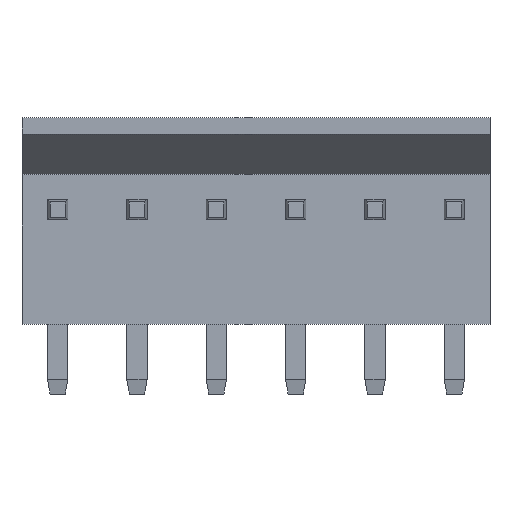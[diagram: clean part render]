
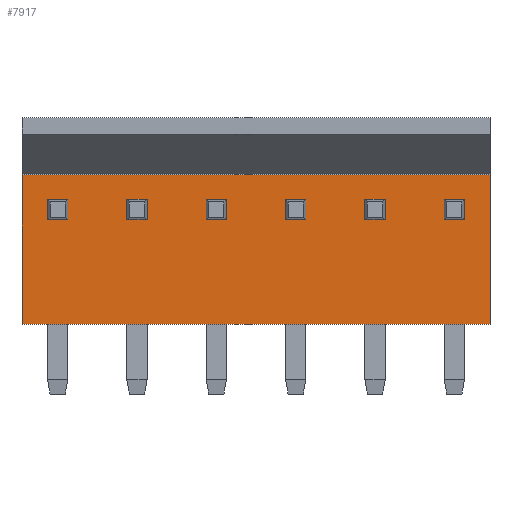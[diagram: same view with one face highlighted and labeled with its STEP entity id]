
A CAD part, front view. The second image highlights one B-rep face of the part: STEP entity #7917.
In plain terms, the highlighted planar face has unit normal (0, -1, 0).
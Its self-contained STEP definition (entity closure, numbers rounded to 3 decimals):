
#602=ORIENTED_EDGE('',*,*,#2178,.T.);
#603=ORIENTED_EDGE('',*,*,#2179,.T.);
#604=ORIENTED_EDGE('',*,*,#2180,.T.);
#605=ORIENTED_EDGE('',*,*,#2181,.T.);
#606=ORIENTED_EDGE('',*,*,#2182,.T.);
#607=ORIENTED_EDGE('',*,*,#2183,.T.);
#608=ORIENTED_EDGE('',*,*,#2184,.T.);
#609=ORIENTED_EDGE('',*,*,#2185,.T.);
#610=ORIENTED_EDGE('',*,*,#2186,.T.);
#611=ORIENTED_EDGE('',*,*,#2187,.T.);
#612=ORIENTED_EDGE('',*,*,#2188,.T.);
#613=ORIENTED_EDGE('',*,*,#2189,.T.);
#614=ORIENTED_EDGE('',*,*,#2190,.T.);
#615=ORIENTED_EDGE('',*,*,#2191,.T.);
#616=ORIENTED_EDGE('',*,*,#2192,.T.);
#617=ORIENTED_EDGE('',*,*,#2193,.T.);
#618=ORIENTED_EDGE('',*,*,#2194,.T.);
#619=ORIENTED_EDGE('',*,*,#2195,.T.);
#620=ORIENTED_EDGE('',*,*,#2196,.T.);
#621=ORIENTED_EDGE('',*,*,#2197,.T.);
#622=ORIENTED_EDGE('',*,*,#2198,.T.);
#623=ORIENTED_EDGE('',*,*,#2199,.T.);
#624=ORIENTED_EDGE('',*,*,#2200,.T.);
#625=ORIENTED_EDGE('',*,*,#2201,.T.);
#626=ORIENTED_EDGE('',*,*,#2202,.T.);
#627=ORIENTED_EDGE('',*,*,#2203,.T.);
#628=ORIENTED_EDGE('',*,*,#2204,.F.);
#629=ORIENTED_EDGE('',*,*,#2205,.F.);
#2178=EDGE_CURVE('',#2976,#2977,#3528,.T.);
#2179=EDGE_CURVE('',#2977,#2978,#3529,.T.);
#2180=EDGE_CURVE('',#2978,#2979,#3530,.T.);
#2181=EDGE_CURVE('',#2979,#2976,#3531,.T.);
#2182=EDGE_CURVE('',#2980,#2981,#3532,.T.);
#2183=EDGE_CURVE('',#2981,#2982,#3533,.T.);
#2184=EDGE_CURVE('',#2982,#2983,#3534,.T.);
#2185=EDGE_CURVE('',#2983,#2980,#3535,.T.);
#2186=EDGE_CURVE('',#2984,#2985,#3536,.T.);
#2187=EDGE_CURVE('',#2985,#2986,#3537,.T.);
#2188=EDGE_CURVE('',#2986,#2987,#3538,.T.);
#2189=EDGE_CURVE('',#2987,#2984,#3539,.T.);
#2190=EDGE_CURVE('',#2988,#2989,#3540,.T.);
#2191=EDGE_CURVE('',#2989,#2990,#3541,.T.);
#2192=EDGE_CURVE('',#2990,#2991,#3542,.T.);
#2193=EDGE_CURVE('',#2991,#2988,#3543,.T.);
#2194=EDGE_CURVE('',#2992,#2993,#3544,.T.);
#2195=EDGE_CURVE('',#2993,#2994,#3545,.T.);
#2196=EDGE_CURVE('',#2994,#2995,#3546,.T.);
#2197=EDGE_CURVE('',#2995,#2992,#3547,.T.);
#2198=EDGE_CURVE('',#2996,#2997,#3548,.T.);
#2199=EDGE_CURVE('',#2997,#2998,#3549,.T.);
#2200=EDGE_CURVE('',#2998,#2999,#3550,.T.);
#2201=EDGE_CURVE('',#2999,#2996,#3551,.T.);
#2202=EDGE_CURVE('',#3000,#3001,#3552,.T.);
#2203=EDGE_CURVE('',#3001,#3002,#3553,.T.);
#2204=EDGE_CURVE('',#3003,#3002,#3554,.T.);
#2205=EDGE_CURVE('',#3000,#3003,#3555,.T.);
#2976=VERTEX_POINT('',#9915);
#2977=VERTEX_POINT('',#9916);
#2978=VERTEX_POINT('',#9918);
#2979=VERTEX_POINT('',#9920);
#2980=VERTEX_POINT('',#9923);
#2981=VERTEX_POINT('',#9924);
#2982=VERTEX_POINT('',#9926);
#2983=VERTEX_POINT('',#9928);
#2984=VERTEX_POINT('',#9931);
#2985=VERTEX_POINT('',#9932);
#2986=VERTEX_POINT('',#9934);
#2987=VERTEX_POINT('',#9936);
#2988=VERTEX_POINT('',#9939);
#2989=VERTEX_POINT('',#9940);
#2990=VERTEX_POINT('',#9942);
#2991=VERTEX_POINT('',#9944);
#2992=VERTEX_POINT('',#9947);
#2993=VERTEX_POINT('',#9948);
#2994=VERTEX_POINT('',#9950);
#2995=VERTEX_POINT('',#9952);
#2996=VERTEX_POINT('',#9955);
#2997=VERTEX_POINT('',#9956);
#2998=VERTEX_POINT('',#9958);
#2999=VERTEX_POINT('',#9960);
#3000=VERTEX_POINT('',#9963);
#3001=VERTEX_POINT('',#9964);
#3002=VERTEX_POINT('',#9966);
#3003=VERTEX_POINT('',#9968);
#3528=LINE('',#9914,#4004);
#3529=LINE('',#9917,#4005);
#3530=LINE('',#9919,#4006);
#3531=LINE('',#9921,#4007);
#3532=LINE('',#9922,#4008);
#3533=LINE('',#9925,#4009);
#3534=LINE('',#9927,#4010);
#3535=LINE('',#9929,#4011);
#3536=LINE('',#9930,#4012);
#3537=LINE('',#9933,#4013);
#3538=LINE('',#9935,#4014);
#3539=LINE('',#9937,#4015);
#3540=LINE('',#9938,#4016);
#3541=LINE('',#9941,#4017);
#3542=LINE('',#9943,#4018);
#3543=LINE('',#9945,#4019);
#3544=LINE('',#9946,#4020);
#3545=LINE('',#9949,#4021);
#3546=LINE('',#9951,#4022);
#3547=LINE('',#9953,#4023);
#3548=LINE('',#9954,#4024);
#3549=LINE('',#9957,#4025);
#3550=LINE('',#9959,#4026);
#3551=LINE('',#9961,#4027);
#3552=LINE('',#9962,#4028);
#3553=LINE('',#9965,#4029);
#3554=LINE('',#9967,#4030);
#3555=LINE('',#9969,#4031);
#4004=VECTOR('',#8740,1000.);
#4005=VECTOR('',#8741,1000.);
#4006=VECTOR('',#8742,1000.);
#4007=VECTOR('',#8743,1000.);
#4008=VECTOR('',#8744,1000.);
#4009=VECTOR('',#8745,1000.);
#4010=VECTOR('',#8746,1000.);
#4011=VECTOR('',#8747,1000.);
#4012=VECTOR('',#8748,1000.);
#4013=VECTOR('',#8749,1000.);
#4014=VECTOR('',#8750,1000.);
#4015=VECTOR('',#8751,1000.);
#4016=VECTOR('',#8752,1000.);
#4017=VECTOR('',#8753,1000.);
#4018=VECTOR('',#8754,1000.);
#4019=VECTOR('',#8755,1000.);
#4020=VECTOR('',#8756,1000.);
#4021=VECTOR('',#8757,1000.);
#4022=VECTOR('',#8758,1000.);
#4023=VECTOR('',#8759,1000.);
#4024=VECTOR('',#8760,1000.);
#4025=VECTOR('',#8761,1000.);
#4026=VECTOR('',#8762,1000.);
#4027=VECTOR('',#8763,1000.);
#4028=VECTOR('',#8764,1000.);
#4029=VECTOR('',#8765,1000.);
#4030=VECTOR('',#8766,1000.);
#4031=VECTOR('',#8767,1000.);
#4426=EDGE_LOOP('',(#602,#603,#604,#605));
#4427=EDGE_LOOP('',(#606,#607,#608,#609));
#4428=EDGE_LOOP('',(#610,#611,#612,#613));
#4429=EDGE_LOOP('',(#614,#615,#616,#617));
#4430=EDGE_LOOP('',(#618,#619,#620,#621));
#4431=EDGE_LOOP('',(#622,#623,#624,#625));
#4432=EDGE_LOOP('',(#626,#627,#628,#629));
#4810=FACE_BOUND('',#4426,.T.);
#4811=FACE_BOUND('',#4427,.T.);
#4812=FACE_BOUND('',#4428,.T.);
#4813=FACE_BOUND('',#4429,.T.);
#4814=FACE_BOUND('',#4430,.T.);
#4815=FACE_BOUND('',#4431,.T.);
#4816=FACE_BOUND('',#4432,.T.);
#5182=PLANE('',#8292);
#7917=ADVANCED_FACE('',(#4810,#4811,#4812,#4813,#4814,#4815,#4816),#5182,
 .T.);
#8292=AXIS2_PLACEMENT_3D('',#9913,#8738,#8739);
#8738=DIRECTION('',(0.,-1.,0.));
#8739=DIRECTION('',(1.,0.,0.));
#8740=DIRECTION('',(0.,0.,-1.));
#8741=DIRECTION('',(-1.,0.,0.));
#8742=DIRECTION('',(0.,0.,1.));
#8743=DIRECTION('',(1.,0.,0.));
#8744=DIRECTION('',(0.,0.,-1.));
#8745=DIRECTION('',(-1.,0.,0.));
#8746=DIRECTION('',(0.,0.,1.));
#8747=DIRECTION('',(1.,0.,0.));
#8748=DIRECTION('',(0.,0.,-1.));
#8749=DIRECTION('',(-1.,0.,0.));
#8750=DIRECTION('',(0.,0.,1.));
#8751=DIRECTION('',(1.,0.,0.));
#8752=DIRECTION('',(0.,0.,-1.));
#8753=DIRECTION('',(-1.,0.,0.));
#8754=DIRECTION('',(0.,0.,1.));
#8755=DIRECTION('',(1.,0.,0.));
#8756=DIRECTION('',(0.,0.,-1.));
#8757=DIRECTION('',(-1.,0.,0.));
#8758=DIRECTION('',(0.,0.,1.));
#8759=DIRECTION('',(1.,0.,0.));
#8760=DIRECTION('',(-1.,0.,0.));
#8761=DIRECTION('',(0.,0.,1.));
#8762=DIRECTION('',(1.,0.,0.));
#8763=DIRECTION('',(0.,0.,-1.));
#8764=DIRECTION('',(0.,0.,1.));
#8765=DIRECTION('',(-1.,0.,0.));
#8766=DIRECTION('',(0.,0.,1.));
#8767=DIRECTION('',(-1.,0.,0.));
#9913=CARTESIAN_POINT('',(11.678,-8.915,0.));
#9914=CARTESIAN_POINT('',(10.408,-8.915,6.223));
#9915=CARTESIAN_POINT('',(10.408,-8.915,6.223));
#9916=CARTESIAN_POINT('',(10.408,-8.915,5.207));
#9917=CARTESIAN_POINT('',(10.408,-8.915,5.207));
#9918=CARTESIAN_POINT('',(9.392,-8.915,5.207));
#9919=CARTESIAN_POINT('',(9.392,-8.915,5.207));
#9920=CARTESIAN_POINT('',(9.392,-8.915,6.223));
#9921=CARTESIAN_POINT('',(9.392,-8.915,6.223));
#9922=CARTESIAN_POINT('',(6.448,-8.915,6.223));
#9923=CARTESIAN_POINT('',(6.448,-8.915,6.223));
#9924=CARTESIAN_POINT('',(6.448,-8.915,5.207));
#9925=CARTESIAN_POINT('',(6.448,-8.915,5.207));
#9926=CARTESIAN_POINT('',(5.432,-8.915,5.207));
#9927=CARTESIAN_POINT('',(5.432,-8.915,5.207));
#9928=CARTESIAN_POINT('',(5.432,-8.915,6.223));
#9929=CARTESIAN_POINT('',(5.432,-8.915,6.223));
#9930=CARTESIAN_POINT('',(2.488,-8.915,6.223));
#9931=CARTESIAN_POINT('',(2.488,-8.915,6.223));
#9932=CARTESIAN_POINT('',(2.488,-8.915,5.207));
#9933=CARTESIAN_POINT('',(2.488,-8.915,5.207));
#9934=CARTESIAN_POINT('',(1.472,-8.915,5.207));
#9935=CARTESIAN_POINT('',(1.472,-8.915,5.207));
#9936=CARTESIAN_POINT('',(1.472,-8.915,6.223));
#9937=CARTESIAN_POINT('',(1.472,-8.915,6.223));
#9938=CARTESIAN_POINT('',(-1.472,-8.915,6.223));
#9939=CARTESIAN_POINT('',(-1.472,-8.915,6.223));
#9940=CARTESIAN_POINT('',(-1.472,-8.915,5.207));
#9941=CARTESIAN_POINT('',(-1.472,-8.915,5.207));
#9942=CARTESIAN_POINT('',(-2.488,-8.915,5.207));
#9943=CARTESIAN_POINT('',(-2.488,-8.915,5.207));
#9944=CARTESIAN_POINT('',(-2.488,-8.915,6.223));
#9945=CARTESIAN_POINT('',(-2.488,-8.915,6.223));
#9946=CARTESIAN_POINT('',(-5.432,-8.915,6.223));
#9947=CARTESIAN_POINT('',(-5.432,-8.915,6.223));
#9948=CARTESIAN_POINT('',(-5.432,-8.915,5.207));
#9949=CARTESIAN_POINT('',(-5.432,-8.915,5.207));
#9950=CARTESIAN_POINT('',(-6.448,-8.915,5.207));
#9951=CARTESIAN_POINT('',(-6.448,-8.915,5.207));
#9952=CARTESIAN_POINT('',(-6.448,-8.915,6.223));
#9953=CARTESIAN_POINT('',(-6.448,-8.915,6.223));
#9954=CARTESIAN_POINT('',(-9.392,-8.915,5.207));
#9955=CARTESIAN_POINT('',(-9.392,-8.915,5.207));
#9956=CARTESIAN_POINT('',(-10.408,-8.915,5.207));
#9957=CARTESIAN_POINT('',(-10.408,-8.915,5.207));
#9958=CARTESIAN_POINT('',(-10.408,-8.915,6.223));
#9959=CARTESIAN_POINT('',(-10.408,-8.915,6.223));
#9960=CARTESIAN_POINT('',(-9.392,-8.915,6.223));
#9961=CARTESIAN_POINT('',(-9.392,-8.915,6.223));
#9962=CARTESIAN_POINT('',(11.678,-8.915,0.));
#9963=CARTESIAN_POINT('',(11.678,-8.915,0.));
#9964=CARTESIAN_POINT('',(11.678,-8.915,7.44));
#9965=CARTESIAN_POINT('',(11.678,-8.915,7.44));
#9966=CARTESIAN_POINT('',(-11.678,-8.915,7.44));
#9967=CARTESIAN_POINT('',(-11.678,-8.915,0.));
#9968=CARTESIAN_POINT('',(-11.678,-8.915,0.));
#9969=CARTESIAN_POINT('',(11.678,-8.915,0.));
